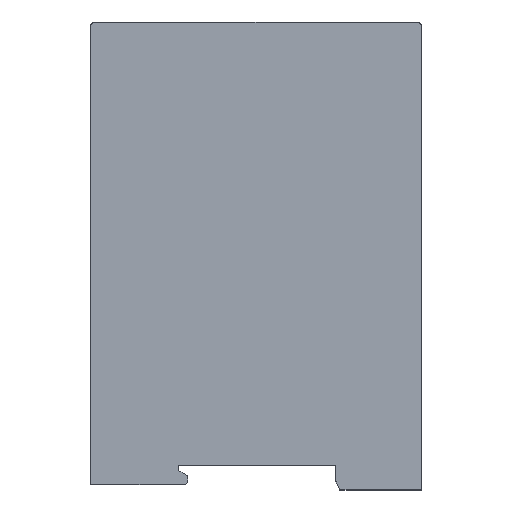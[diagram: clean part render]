
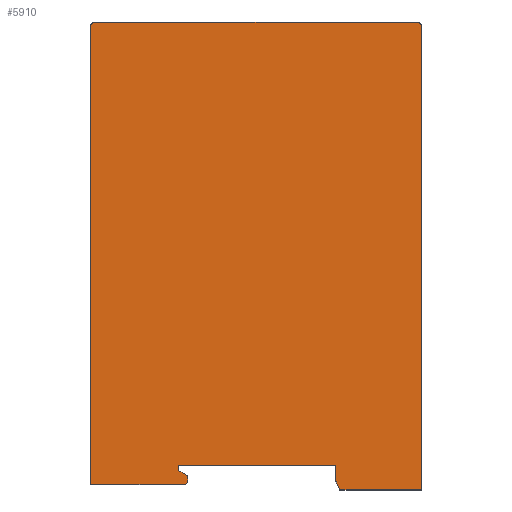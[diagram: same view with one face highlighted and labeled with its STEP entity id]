
A CAD part, top view. The second image highlights one B-rep face of the part: STEP entity #5910.
In plain terms, the highlighted planar face has unit normal (0, 0, 1).
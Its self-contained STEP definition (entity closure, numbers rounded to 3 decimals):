
#480=CARTESIAN_POINT('',(-124.626,94.275,45.));
#490=DIRECTION('',(0.,0.,1.));
#500=DIRECTION('',(1.,0.,0.));
#510=AXIS2_PLACEMENT_3D('',#480,#490,#500);
#520=CIRCLE('',#510,1.);
#530=CARTESIAN_POINT('',(-124.626,95.275,45.));
#540=VERTEX_POINT('',#530);
#550=CARTESIAN_POINT('',(-125.626,94.275,45.));
#560=VERTEX_POINT('',#550);
#570=EDGE_CURVE('',#540,#560,#520,.T.);
#1530=CARTESIAN_POINT('',(-125.626,-9.525,45.));
#1540=VERTEX_POINT('',#1530);
#1570=CARTESIAN_POINT('',(-125.626,-9.525,45.));
#1580=DIRECTION('',(1.,0.,0.));
#1590=VECTOR('',#1580,1.);
#1600=LINE('',#1570,#1590);
#1610=CARTESIAN_POINT('',(-104.126,-9.525,45.));
#1620=VERTEX_POINT('',#1610);
#1630=EDGE_CURVE('',#1540,#1620,#1600,.T.);
#2860=CARTESIAN_POINT('',(-103.626,-9.025,45.));
#2870=DIRECTION('',(-0.707,-0.707,0.));
#2880=VECTOR('',#2870,1.);
#2890=LINE('',#2860,#2880);
#2900=CARTESIAN_POINT('',(-103.626,-9.025,45.));
#2910=VERTEX_POINT('',#2900);
#2920=EDGE_CURVE('',#2910,#1620,#2890,.T.);
#3150=CARTESIAN_POINT('',(-69.093,-10.725,45.));
#3160=DIRECTION('',(-0.423,0.906,0.));
#3170=VECTOR('',#3160,1.);
#3180=LINE('',#3150,#3170);
#3190=CARTESIAN_POINT('',(-69.093,-10.725,45.));
#3200=VERTEX_POINT('',#3190);
#3210=CARTESIAN_POINT('',(-70.026,-8.725,45.));
#3220=VERTEX_POINT('',#3210);
#3230=EDGE_CURVE('',#3200,#3220,#3180,.T.);
#3630=CARTESIAN_POINT('',(-103.626,-7.58,45.));
#3640=DIRECTION('',(0.,-1.,0.));
#3650=VECTOR('',#3640,1.);
#3660=LINE('',#3630,#3650);
#3670=CARTESIAN_POINT('',(-103.626,-7.58,45.));
#3680=VERTEX_POINT('',#3670);
#3690=EDGE_CURVE('',#3680,#2910,#3660,.T.);
#4000=CARTESIAN_POINT('',(-105.626,-6.425,45.));
#4010=DIRECTION('',(0.866,-0.5,0.));
#4020=VECTOR('',#4010,1.);
#4030=LINE('',#4000,#4020);
#4040=CARTESIAN_POINT('',(-105.626,-6.425,45.));
#4050=VERTEX_POINT('',#4040);
#4060=EDGE_CURVE('',#4050,#3680,#4030,.T.);
#4390=CARTESIAN_POINT('',(-105.626,-5.225,45.));
#4400=DIRECTION('',(0.,-1.,0.));
#4410=VECTOR('',#4400,1.);
#4420=LINE('',#4390,#4410);
#4430=CARTESIAN_POINT('',(-105.626,-5.225,45.));
#4440=VERTEX_POINT('',#4430);
#4450=EDGE_CURVE('',#4440,#4050,#4420,.T.);
#4770=CARTESIAN_POINT('',(-105.626,-5.225,45.));
#4780=DIRECTION('',(1.,0.,0.));
#4790=VECTOR('',#4780,1.);
#4800=LINE('',#4770,#4790);
#4810=CARTESIAN_POINT('',(-70.026,-5.225,45.));
#4820=VERTEX_POINT('',#4810);
#4830=EDGE_CURVE('',#4440,#4820,#4800,.T.);
#5210=CARTESIAN_POINT('',(-70.026,-8.725,45.));
#5220=DIRECTION('',(0.,1.,0.));
#5230=VECTOR('',#5220,1.);
#5240=LINE('',#5210,#5230);
#5250=EDGE_CURVE('',#3220,#4820,#5240,.T.);
#5380=CARTESIAN_POINT('',(-69.653,-9.525,45.));
#5390=DIRECTION('',(-0.,0.,1.));
#5400=DIRECTION('',(1.,0.,0.));
#5410=AXIS2_PLACEMENT_3D('',#5380,#5390,#5400);
#5420=PLANE('',#5410);
#5430=ORIENTED_EDGE('',*,*,#5250,.F.);
#5440=ORIENTED_EDGE('',*,*,#4830,.T.);
#5450=ORIENTED_EDGE('',*,*,#4450,.F.);
#5460=ORIENTED_EDGE('',*,*,#4060,.F.);
#5470=ORIENTED_EDGE('',*,*,#3690,.F.);
#5480=ORIENTED_EDGE('',*,*,#2920,.F.);
#5490=ORIENTED_EDGE('',*,*,#1630,.T.);
#5500=CARTESIAN_POINT('',(-125.626,-9.525,45.));
#5510=DIRECTION('',(0.,1.,0.));
#5520=VECTOR('',#5510,1.);
#5530=LINE('',#5500,#5520);
#5540=EDGE_CURVE('',#1540,#560,#5530,.T.);
#5550=ORIENTED_EDGE('',*,*,#5540,.F.);
#5560=ORIENTED_EDGE('',*,*,#570,.T.);
#5570=CARTESIAN_POINT('',(-124.626,95.275,45.));
#5580=DIRECTION('',(1.,0.,0.));
#5590=VECTOR('',#5580,1.);
#5600=LINE('',#5570,#5590);
#5610=CARTESIAN_POINT('',(-51.626,95.275,45.));
#5620=VERTEX_POINT('',#5610);
#5630=EDGE_CURVE('',#540,#5620,#5600,.T.);
#5640=ORIENTED_EDGE('',*,*,#5630,.F.);
#5650=CARTESIAN_POINT('',(-51.626,94.275,45.));
#5660=DIRECTION('',(0.,0.,1.));
#5670=DIRECTION('',(1.,0.,0.));
#5680=AXIS2_PLACEMENT_3D('',#5650,#5660,#5670);
#5690=CIRCLE('',#5680,1.);
#5700=CARTESIAN_POINT('',(-50.626,94.275,45.));
#5710=VERTEX_POINT('',#5700);
#5720=EDGE_CURVE('',#5710,#5620,#5690,.T.);
#5730=ORIENTED_EDGE('',*,*,#5720,.T.);
#5740=CARTESIAN_POINT('',(-50.626,0.,45.));
#5750=DIRECTION('',(0.,-1.,0.));
#5760=VECTOR('',#5750,1.);
#5770=LINE('',#5740,#5760);
#5780=CARTESIAN_POINT('',(-50.626,-10.725,45.));
#5790=VERTEX_POINT('',#5780);
#5800=EDGE_CURVE('',#5710,#5790,#5770,.T.);
#5810=ORIENTED_EDGE('',*,*,#5800,.F.);
#5820=CARTESIAN_POINT('',(0.,-10.725,45.));
#5830=DIRECTION('',(-1.,-0.,-0.));
#5840=VECTOR('',#5830,1.);
#5850=LINE('',#5820,#5840);
#5860=EDGE_CURVE('',#5790,#3200,#5850,.T.);
#5870=ORIENTED_EDGE('',*,*,#5860,.F.);
#5880=ORIENTED_EDGE('',*,*,#3230,.F.);
#5890=EDGE_LOOP('',(#5880,#5870,#5810,#5730,#5640,#5560,#5550,#5490,
#5480,#5470,#5460,#5450,#5440,#5430));
#5900=FACE_OUTER_BOUND('',#5890,.T.);
#5910=ADVANCED_FACE('',(#5900),#5420,.T.);
